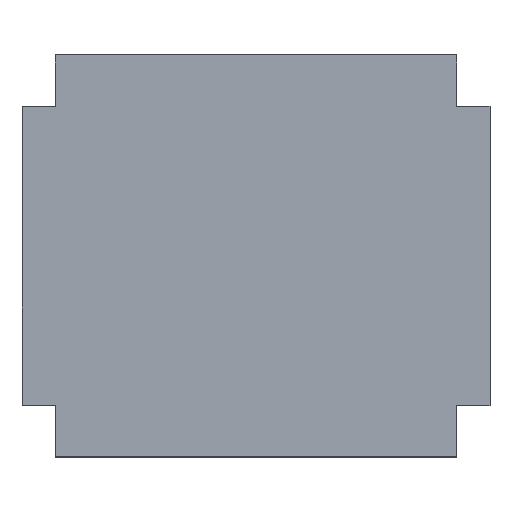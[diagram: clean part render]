
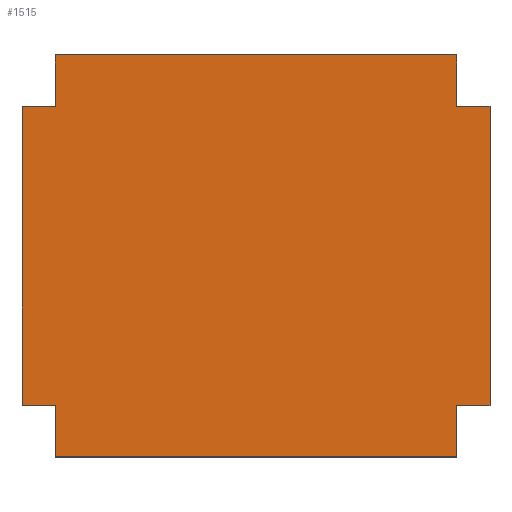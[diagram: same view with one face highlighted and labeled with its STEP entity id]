
A CAD part, top view. The second image highlights one B-rep face of the part: STEP entity #1515.
In plain terms, the highlighted planar face has unit normal (0, 0, 1).
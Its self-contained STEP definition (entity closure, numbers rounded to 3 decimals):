
#14 = VECTOR ( 'NONE', #890, 1000. ) ;
#18 = ORIENTED_EDGE ( 'NONE', *, *, #906, .T. ) ;
#38 = ORIENTED_EDGE ( 'NONE', *, *, #1150, .T. ) ;
#45 = AXIS2_PLACEMENT_3D ( 'NONE', #711, #1542, #718 ) ;
#79 = VECTOR ( 'NONE', #161, 1000. ) ;
#100 = VECTOR ( 'NONE', #552, 1000. ) ;
#115 = CARTESIAN_POINT ( 'NONE',  ( 13.655, -13.655, 10.2 ) ) ;
#144 = VERTEX_POINT ( 'NONE', #1594 ) ;
#146 = CARTESIAN_POINT ( 'NONE',  ( -15.9, 10.15, 10.2 ) ) ;
#161 = DIRECTION ( 'NONE',  ( 1., 0., 0. ) ) ;
#167 = EDGE_CURVE ( 'NONE', #395, #451, #866, .T. ) ;
#181 = FACE_OUTER_BOUND ( 'NONE', #1442, .T. ) ;
#196 = CARTESIAN_POINT ( 'NONE',  ( 13.655, 10.15, 10.2 ) ) ;
#202 = CARTESIAN_POINT ( 'NONE',  ( -13.655, -13.655, 10.2 ) ) ;
#212 = LINE ( 'NONE', #1575, #1728 ) ;
#245 = VECTOR ( 'NONE', #1156, 1000. ) ;
#250 = LINE ( 'NONE', #1186, #532 ) ;
#280 = VERTEX_POINT ( 'NONE', #700 ) ;
#308 = CARTESIAN_POINT ( 'NONE',  ( -13.655, 13.655, 10.2 ) ) ;
#332 = VERTEX_POINT ( 'NONE', #1162 ) ;
#395 = VERTEX_POINT ( 'NONE', #202 ) ;
#424 = ORIENTED_EDGE ( 'NONE', *, *, #525, .T. ) ;
#446 = VECTOR ( 'NONE', #447, 1000. ) ;
#447 = DIRECTION ( 'NONE',  ( -1., 0., 0. ) ) ;
#451 = VERTEX_POINT ( 'NONE', #115 ) ;
#456 = EDGE_CURVE ( 'NONE', #1491, #589, #1464, .T. ) ;
#474 = CARTESIAN_POINT ( 'NONE',  ( 15.9, -10.15, 10.2 ) ) ;
#504 = VERTEX_POINT ( 'NONE', #1206 ) ;
#507 = CARTESIAN_POINT ( 'NONE',  ( -15.9, -10.15, 10.2 ) ) ;
#525 = EDGE_CURVE ( 'NONE', #144, #395, #250, .T. ) ;
#528 = DIRECTION ( 'NONE',  ( 0., -1., 0. ) ) ;
#532 = VECTOR ( 'NONE', #1736, 1000. ) ;
#552 = DIRECTION ( 'NONE',  ( -1., 0., 0. ) ) ;
#562 = LINE ( 'NONE', #1603, #100 ) ;
#586 = LINE ( 'NONE', #1122, #446 ) ;
#589 = VERTEX_POINT ( 'NONE', #1628 ) ;
#603 = VECTOR ( 'NONE', #528, 1000. ) ;
#613 = ORIENTED_EDGE ( 'NONE', *, *, #1699, .T. ) ;
#623 = CARTESIAN_POINT ( 'NONE',  ( 15.9, -10.15, 10.2 ) ) ;
#656 = EDGE_CURVE ( 'NONE', #451, #332, #1636, .T. ) ;
#660 = ORIENTED_EDGE ( 'NONE', *, *, #1196, .T. ) ;
#700 = CARTESIAN_POINT ( 'NONE',  ( -13.655, 10.15, 10.2 ) ) ;
#711 = CARTESIAN_POINT ( 'NONE',  ( 0., 0., 10.2 ) ) ;
#718 = DIRECTION ( 'NONE',  ( 1., 0., 0. ) ) ;
#722 = EDGE_CURVE ( 'NONE', #589, #144, #1724, .T. ) ;
#792 = LINE ( 'NONE', #1022, #1706 ) ;
#814 = EDGE_CURVE ( 'NONE', #1473, #280, #792, .T. ) ;
#866 = LINE ( 'NONE', #1672, #79 ) ;
#882 = CARTESIAN_POINT ( 'NONE',  ( 13.655, 13.655, 10.2 ) ) ;
#890 = DIRECTION ( 'NONE',  ( 0., 1., 0. ) ) ;
#906 = EDGE_CURVE ( 'NONE', #1577, #1473, #562, .T. ) ;
#992 = ORIENTED_EDGE ( 'NONE', *, *, #167, .T. ) ;
#1022 = CARTESIAN_POINT ( 'NONE',  ( -13.655, 10.15, 10.2 ) ) ;
#1028 = CARTESIAN_POINT ( 'NONE',  ( 13.655, 10.15, 10.2 ) ) ;
#1042 = ORIENTED_EDGE ( 'NONE', *, *, #456, .T. ) ;
#1113 = CARTESIAN_POINT ( 'NONE',  ( 13.655, 13.655, 10.2 ) ) ;
#1122 = CARTESIAN_POINT ( 'NONE',  ( -15.9, 10.15, 10.2 ) ) ;
#1123 = CARTESIAN_POINT ( 'NONE',  ( 13.655, -10.15, 10.2 ) ) ;
#1136 = VECTOR ( 'NONE', #1558, 1000. ) ;
#1150 = EDGE_CURVE ( 'NONE', #280, #1491, #586, .T. ) ;
#1156 = DIRECTION ( 'NONE',  ( 1., 0., 0. ) ) ;
#1162 = CARTESIAN_POINT ( 'NONE',  ( 13.655, -10.15, 10.2 ) ) ;
#1175 = VECTOR ( 'NONE', #1407, 1000. ) ;
#1186 = CARTESIAN_POINT ( 'NONE',  ( -13.655, -13.655, 10.2 ) ) ;
#1196 = EDGE_CURVE ( 'NONE', #1697, #504, #212, .T. ) ;
#1206 = CARTESIAN_POINT ( 'NONE',  ( 15.9, 10.15, 10.2 ) ) ;
#1267 = ORIENTED_EDGE ( 'NONE', *, *, #814, .T. ) ;
#1304 = EDGE_CURVE ( 'NONE', #332, #1697, #1695, .T. ) ;
#1308 = LINE ( 'NONE', #882, #14 ) ;
#1311 = DIRECTION ( 'NONE',  ( 0., 1., 0. ) ) ;
#1352 = ORIENTED_EDGE ( 'NONE', *, *, #656, .T. ) ;
#1407 = DIRECTION ( 'NONE',  ( 0., 1., 0. ) ) ;
#1442 = EDGE_LOOP ( 'NONE', ( #1669, #18, #1267, #38, #1042, #1527, #424, #992, #1352, #1662, #660, #613 ) ) ;
#1464 = LINE ( 'NONE', #507, #603 ) ;
#1473 = VERTEX_POINT ( 'NONE', #308 ) ;
#1491 = VERTEX_POINT ( 'NONE', #146 ) ;
#1515 = ADVANCED_FACE ( 'NONE', ( #181 ), #1665, .T. ) ;
#1527 = ORIENTED_EDGE ( 'NONE', *, *, #722, .T. ) ;
#1542 = DIRECTION ( 'NONE',  ( 0., 0., 1. ) ) ;
#1550 = LINE ( 'NONE', #1028, #1678 ) ;
#1558 = DIRECTION ( 'NONE',  ( 1., 0., 0. ) ) ;
#1560 = DIRECTION ( 'NONE',  ( 0., -1., 0. ) ) ;
#1565 = DIRECTION ( 'NONE',  ( -1., 0., 0. ) ) ;
#1575 = CARTESIAN_POINT ( 'NONE',  ( 15.9, 10.15, 10.2 ) ) ;
#1577 = VERTEX_POINT ( 'NONE', #1113 ) ;
#1594 = CARTESIAN_POINT ( 'NONE',  ( -13.655, -10.15, 10.2 ) ) ;
#1603 = CARTESIAN_POINT ( 'NONE',  ( -13.655, 13.655, 10.2 ) ) ;
#1628 = CARTESIAN_POINT ( 'NONE',  ( -15.9, -10.15, 10.2 ) ) ;
#1636 = LINE ( 'NONE', #1123, #1175 ) ;
#1662 = ORIENTED_EDGE ( 'NONE', *, *, #1304, .T. ) ;
#1663 = EDGE_CURVE ( 'NONE', #1691, #1577, #1308, .T. ) ;
#1665 = PLANE ( 'NONE',  #45 ) ;
#1669 = ORIENTED_EDGE ( 'NONE', *, *, #1663, .T. ) ;
#1672 = CARTESIAN_POINT ( 'NONE',  ( 13.655, -13.655, 10.2 ) ) ;
#1678 = VECTOR ( 'NONE', #1565, 1000. ) ;
#1691 = VERTEX_POINT ( 'NONE', #196 ) ;
#1695 = LINE ( 'NONE', #474, #1136 ) ;
#1697 = VERTEX_POINT ( 'NONE', #623 ) ;
#1699 = EDGE_CURVE ( 'NONE', #504, #1691, #1550, .T. ) ;
#1706 = VECTOR ( 'NONE', #1560, 1000. ) ;
#1716 = CARTESIAN_POINT ( 'NONE',  ( -13.655, -10.15, 10.2 ) ) ;
#1724 = LINE ( 'NONE', #1716, #245 ) ;
#1728 = VECTOR ( 'NONE', #1311, 1000. ) ;
#1736 = DIRECTION ( 'NONE',  ( 0., -1., 0. ) ) ;
